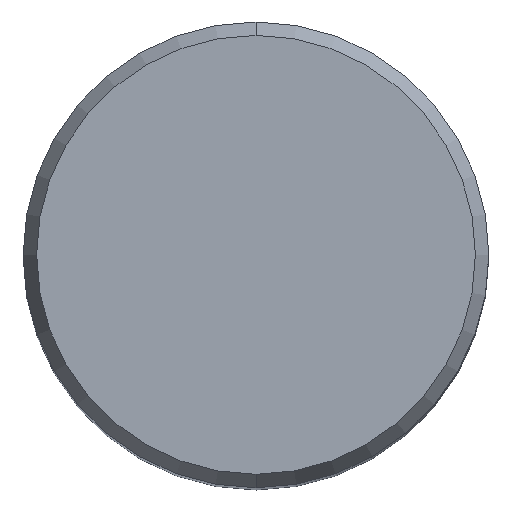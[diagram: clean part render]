
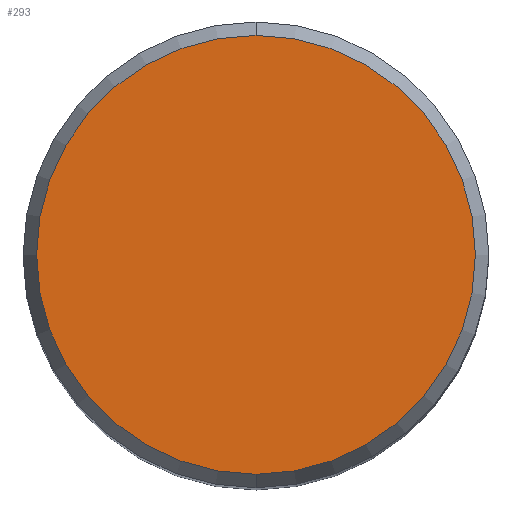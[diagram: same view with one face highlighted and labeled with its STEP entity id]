
A CAD part, top view. The second image highlights one B-rep face of the part: STEP entity #293.
In plain terms, the highlighted planar face has unit normal (0, 0, 1).
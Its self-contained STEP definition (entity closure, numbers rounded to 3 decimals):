
#129=EDGE_CURVE('',#303,#191,#347,.T.);
#191=VERTEX_POINT('',#411);
#267=EDGE_CURVE('',#191,#303,#501,.T.);
#293=ADVANCED_FACE('',(#532),#533,.T.);
#303=VERTEX_POINT('',#544);
#347=CIRCLE('',#583,14.958);
#411=CARTESIAN_POINT('',(0.0,14.958,0.0));
#501=CIRCLE('',#787,14.958);
#532=FACE_OUTER_BOUND('',#825,.T.);
#533=PLANE('',#826);
#544=CARTESIAN_POINT('',(0.,-14.958,0.0));
#583=AXIS2_PLACEMENT_3D('',#876,#877,#878);
#787=AXIS2_PLACEMENT_3D('',#1069,#1070,#1071);
#825=EDGE_LOOP('',(#1123,#1124));
#826=AXIS2_PLACEMENT_3D('',#1125,#1126,#1127);
#876=CARTESIAN_POINT('',(0.0,0.0,0.0));
#877=DIRECTION('',(0.0,0.0,-1.0));
#878=DIRECTION('',(0.0,1.0,0.0));
#1069=CARTESIAN_POINT('',(0.0,0.0,0.0));
#1070=DIRECTION('',(0.0,0.0,-1.0));
#1071=DIRECTION('',(0.0,1.0,0.0));
#1123=ORIENTED_EDGE('',*,*,#267,.F.);
#1124=ORIENTED_EDGE('',*,*,#129,.F.);
#1125=CARTESIAN_POINT('',(0.0,7.479,0.0));
#1126=DIRECTION('',(-0.0,0.0,1.0));
#1127=DIRECTION('',(0.0,-1.0,0.0));
